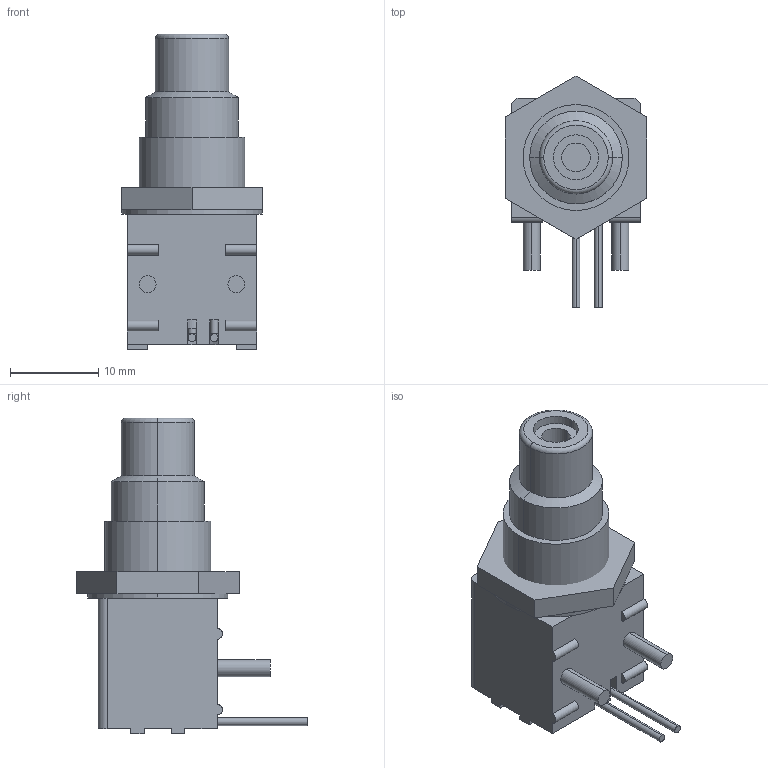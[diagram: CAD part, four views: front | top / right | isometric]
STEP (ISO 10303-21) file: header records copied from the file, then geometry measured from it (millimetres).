
FILE_DESCRIPTION (( 'STEP AP214' ), '1' );
FILE_NAME ('0101153-3d.STEP', '2019-10-01T05:52:54', ( '' ), ( '' ), 'SwSTEP 2.0', 'SolidWorks 2014', '' );
FILE_SCHEMA (( 'AUTOMOTIVE_DESIGN' ));
Length unit declared in the file: millimetre
Products named in the file (1): 0101153-3d
Bounding box: 16 x 26.24 x 35.8 mm (x, y, z)
Volume: 4839.3 mm3; surface area: 2847.7 mm2
Topology: 3 solids, 3 shells, 105 faces, 254 edges, 166 vertices
Faces by surface type: plane 53, cylinder 44, torus 6, cone 2
Entity records: 3148 total; most frequent: DIRECTION 566, CARTESIAN_POINT 526, ORIENTED_EDGE 508, EDGE_CURVE 254, AXIS2_PLACEMENT_3D 206, VERTEX_POINT 166, LINE 154, VECTOR 154
